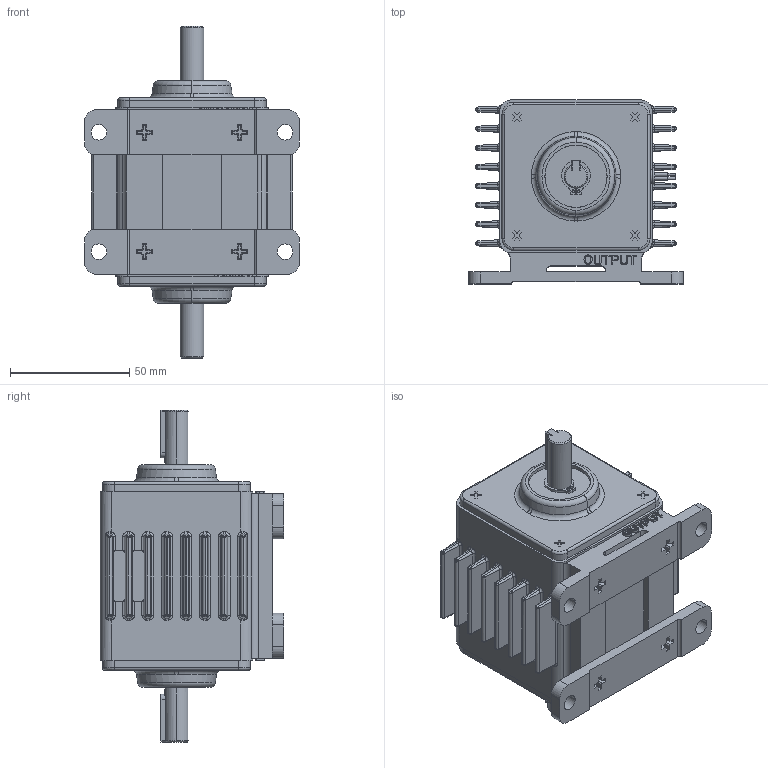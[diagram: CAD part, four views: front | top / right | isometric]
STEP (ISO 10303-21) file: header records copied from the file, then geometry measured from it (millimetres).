
FILE_DESCRIPTION (( 'STEP AP203' ), '1' );
FILE_NAME ('MP20.STEP', '2019-02-26T10:20:48', ( '' ), ( '' ), 'SwSTEP 2.0', 'SolidWorks 2018', '' );
FILE_SCHEMA (( 'CONFIG_CONTROL_DESIGN' ));
Products named in the file (1): MP20
Bounding box: 90 x 77 x 139 mm (x, y, z)
Volume: 387303.7 mm3; surface area: 50887.7 mm2
Topology: 1 solids, 1 shells, 1098 faces, 2796 edges, 1672 vertices
Faces by surface type: plane 464, cylinder 312, bspline 168, cone 78, torus 76
Entity records: 72333 total; most frequent: CARTESIAN_POINT 47273, ORIENTED_EDGE 5432, DIRECTION 4812, EDGE_CURVE 2716, VERTEX_POINT 1672, AXIS2_PLACEMENT_3D 1605, LINE 1602, VECTOR 1602
